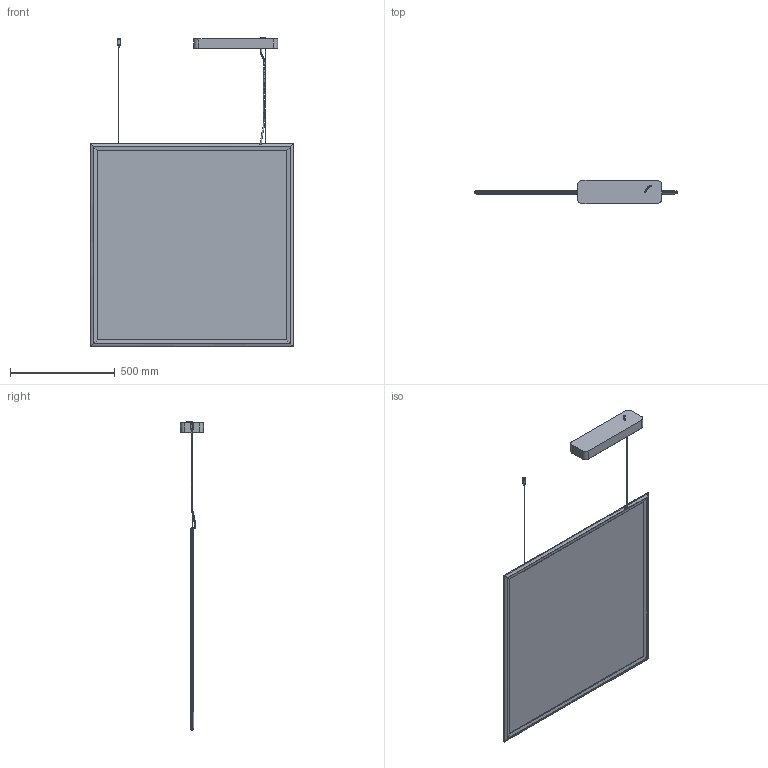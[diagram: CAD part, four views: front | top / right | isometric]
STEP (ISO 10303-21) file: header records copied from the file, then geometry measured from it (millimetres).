
FILE_DESCRIPTION(/* description */ (''),/* implementation_level */ '2;1');
FILE_NAME(/* name */ 'Discovery Sqaure',/* time_stamp */ '2025-02-18T11:02:22+01:00',/* author */ (''),/* organization */ (''),/* preprocessor_version */ 'ST-DEVELOPER v16.5',/* originating_system */ 'Rhino 7.38',/* authorisation */ '');
FILE_SCHEMA (('AUTOMOTIVE_DESIGN'));
Length unit declared in the file: millimetre
Products named in the file (2): Document; Blocco 41
Assembly tree (1 placements, depth 2):
  Document
    Blocco 41
Bounding box: 970.05 x 110.12 x 1476.59 mm (x, y, z)
Volume: 7259177.8 mm3; surface area: 2223508.6 mm2
Topology: 3 solids, 26 shells, 281 faces, 657 edges, 387 vertices
Faces by surface type: bspline 190, plane 55, cylinder 36
Entity records: 15385 total; most frequent: CARTESIAN_POINT 9860, ORIENTED_EDGE 1242, EDGE_CURVE 653, VERTEX_POINT 384, EDGE_LOOP 287, ADVANCED_FACE 278, FACE_OUTER_BOUND 278, COLOUR_RGB 222
